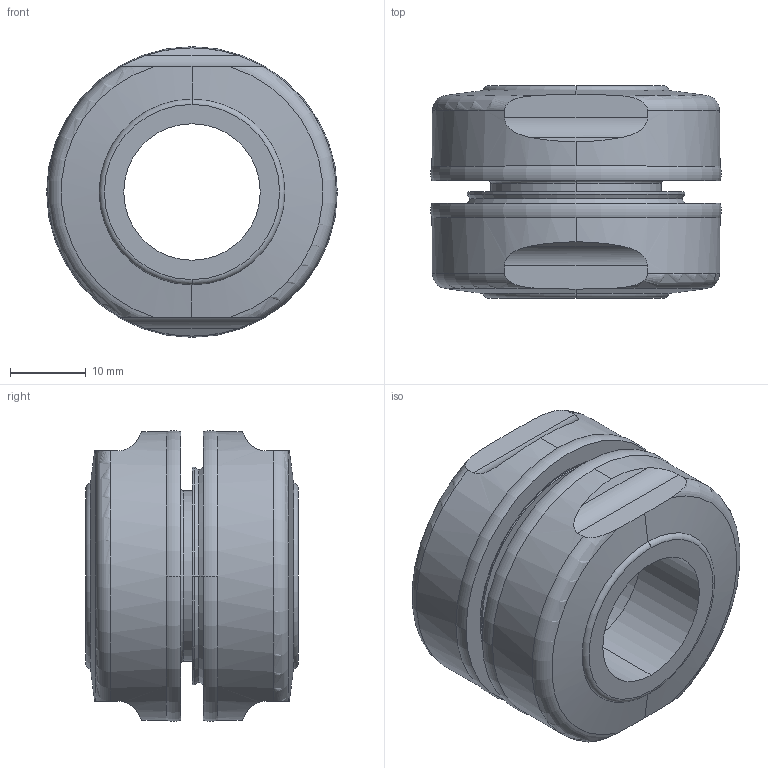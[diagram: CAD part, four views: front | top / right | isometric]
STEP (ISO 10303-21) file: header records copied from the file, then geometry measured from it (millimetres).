
FILE_DESCRIPTION((''),'2;1');
FILE_NAME('DM_CAD-2181_SW0001','2015-11-04T',('Creinig-se'),(''),'PRO/ENGINEER BY PARAMETRIC TECHNOLOGY CORPORATION, 2013050','PRO/ENGINEER BY PARAMETRIC TECHNOLOGY CORPORATION, 2013050','');
FILE_SCHEMA(('CONFIG_CONTROL_DESIGN'));
Length unit declared in the file: millimetre
Products named in the file (1): DM_CAD-2181_SW0001
Bounding box: 38.33 x 28 x 38.33 mm (x, y, z)
Volume: 20222.5 mm3; surface area: 7989.9 mm2
Topology: 1 solids, 1 shells, 72 faces, 170 edges, 108 vertices
Faces by surface type: cylinder 24, plane 18, torus 18, cone 12
Entity records: 2858 total; most frequent: CARTESIAN_POINT 592, DIRECTION 372, ORIENTED_EDGE 340, EDGE_CURVE 170, AXIS2_PLACEMENT_3D 162, VERTEX_POINT 108, CIRCLE 90, EDGE_LOOP 82
